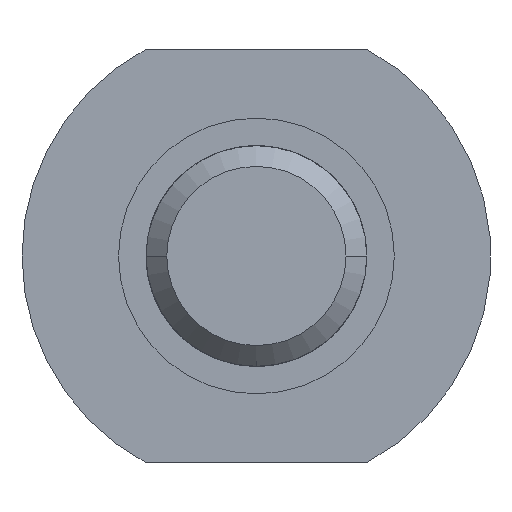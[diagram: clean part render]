
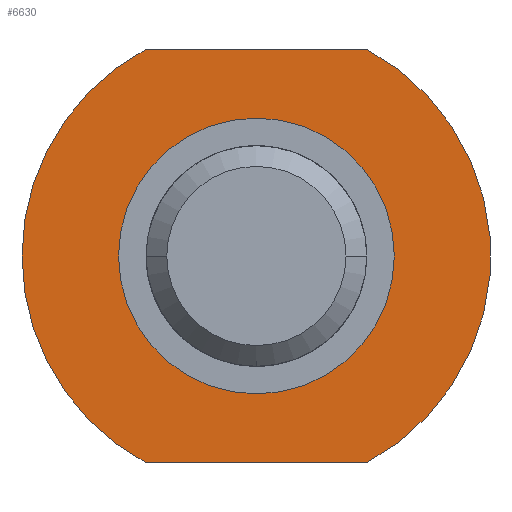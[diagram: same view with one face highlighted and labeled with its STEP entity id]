
A CAD part, left-side view. The second image highlights one B-rep face of the part: STEP entity #6630.
In plain terms, the highlighted planar face has unit normal (-1, 0, 0).
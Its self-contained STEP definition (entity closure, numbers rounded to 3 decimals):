
#75 = CARTESIAN_POINT ( 'NONE',  ( 0., 0., 0. ) ) ;
#416 = EDGE_CURVE ( 'NONE', #10106, #8013, #2653, .T. ) ;
#969 = ORIENTED_EDGE ( 'NONE', *, *, #5087, .T. ) ;
#1282 = CARTESIAN_POINT ( 'NONE',  ( 0., 0., 0. ) ) ;
#1819 = EDGE_CURVE ( 'NONE', #17968, #5265, #12776, .T. ) ;
#1911 = CARTESIAN_POINT ( 'NONE',  ( 0., 10., 0. ) ) ;
#2106 = CIRCLE ( 'NONE', #12176, 17. ) ;
#2115 = DIRECTION ( 'NONE',  ( 0., -1., 0. ) ) ;
#2291 = ORIENTED_EDGE ( 'NONE', *, *, #1819, .F. ) ;
#2360 = VERTEX_POINT ( 'NONE', #3783 ) ;
#2461 = DIRECTION ( 'NONE',  ( 0., 1., 0. ) ) ;
#2653 = LINE ( 'NONE', #6895, #8001 ) ;
#2755 = VERTEX_POINT ( 'NONE', #11771 ) ;
#3302 = CARTESIAN_POINT ( 'NONE',  ( 0., -8., -15. ) ) ;
#3305 = AXIS2_PLACEMENT_3D ( 'NONE', #1911, #18554, #14020 ) ;
#3433 = DIRECTION ( 'NONE',  ( 1., 0., 0. ) ) ;
#3639 = AXIS2_PLACEMENT_3D ( 'NONE', #75, #6148, #12361 ) ;
#3739 = ORIENTED_EDGE ( 'NONE', *, *, #10979, .T. ) ;
#3783 = CARTESIAN_POINT ( 'NONE',  ( 0., -10., 0. ) ) ;
#4289 = AXIS2_PLACEMENT_3D ( 'NONE', #8605, #17669, #5855 ) ;
#4422 = CARTESIAN_POINT ( 'NONE',  ( 0., 8., 15. ) ) ;
#4493 = EDGE_CURVE ( 'NONE', #8013, #17968, #13682, .T. ) ;
#4524 = EDGE_LOOP ( 'NONE', ( #17693, #2291, #13586, #7968, #15822 ) ) ;
#4772 = CARTESIAN_POINT ( 'NONE',  ( 0., 17., 0. ) ) ;
#4913 = CARTESIAN_POINT ( 'NONE',  ( 0., 0., 0. ) ) ;
#5087 = EDGE_CURVE ( 'NONE', #2360, #16737, #6756, .T. ) ;
#5265 = VERTEX_POINT ( 'NONE', #4422 ) ;
#5409 = CARTESIAN_POINT ( 'NONE',  ( 0., 8., -15. ) ) ;
#5447 = CARTESIAN_POINT ( 'NONE',  ( 0., 10., 15. ) ) ;
#5855 = DIRECTION ( 'NONE',  ( 0., 1., 0. ) ) ;
#6148 = DIRECTION ( 'NONE',  ( 1., 0., 0. ) ) ;
#6335 = FACE_OUTER_BOUND ( 'NONE', #4524, .T. ) ;
#6630 = ADVANCED_FACE ( 'NONE', ( #6335, #7905 ), #7712, .T. ) ;
#6756 = CIRCLE ( 'NONE', #15556, 10. ) ;
#6895 = CARTESIAN_POINT ( 'NONE',  ( 0., 10., -15. ) ) ;
#7712 = PLANE ( 'NONE',  #3305 ) ;
#7905 = FACE_BOUND ( 'NONE', #19470, .T. ) ;
#7957 = DIRECTION ( 'NONE',  ( 0., 1., 0. ) ) ;
#7968 = ORIENTED_EDGE ( 'NONE', *, *, #416, .F. ) ;
#8001 = VECTOR ( 'NONE', #2461, 1000. ) ;
#8013 = VERTEX_POINT ( 'NONE', #5409 ) ;
#8392 = VECTOR ( 'NONE', #2115, 1000. ) ;
#8605 = CARTESIAN_POINT ( 'NONE',  ( 0., 0., 0. ) ) ;
#10106 = VERTEX_POINT ( 'NONE', #3302 ) ;
#10979 = EDGE_CURVE ( 'NONE', #16737, #2360, #12775, .T. ) ;
#11771 = CARTESIAN_POINT ( 'NONE',  ( 0., -8., 15. ) ) ;
#12176 = AXIS2_PLACEMENT_3D ( 'NONE', #13172, #19186, #16407 ) ;
#12361 = DIRECTION ( 'NONE',  ( 0., 1., 0. ) ) ;
#12775 = CIRCLE ( 'NONE', #3639, 10. ) ;
#12776 = CIRCLE ( 'NONE', #4289, 17. ) ;
#13053 = AXIS2_PLACEMENT_3D ( 'NONE', #4913, #3433, #7957 ) ;
#13172 = CARTESIAN_POINT ( 'NONE',  ( 0., 0., 0. ) ) ;
#13586 = ORIENTED_EDGE ( 'NONE', *, *, #4493, .F. ) ;
#13682 = CIRCLE ( 'NONE', #13053, 17. ) ;
#14020 = DIRECTION ( 'NONE',  ( 0., -1., 0. ) ) ;
#14657 = DIRECTION ( 'NONE',  ( 0., 1., 0. ) ) ;
#15419 = EDGE_CURVE ( 'NONE', #2755, #10106, #2106, .T. ) ;
#15556 = AXIS2_PLACEMENT_3D ( 'NONE', #1282, #19414, #14657 ) ;
#15822 = ORIENTED_EDGE ( 'NONE', *, *, #15419, .F. ) ;
#16407 = DIRECTION ( 'NONE',  ( 0., 1., 0. ) ) ;
#16737 = VERTEX_POINT ( 'NONE', #19047 ) ;
#17475 = EDGE_CURVE ( 'NONE', #5265, #2755, #18951, .T. ) ;
#17669 = DIRECTION ( 'NONE',  ( 1., 0., 0. ) ) ;
#17693 = ORIENTED_EDGE ( 'NONE', *, *, #17475, .F. ) ;
#17968 = VERTEX_POINT ( 'NONE', #4772 ) ;
#18554 = DIRECTION ( 'NONE',  ( -1., 0., 0. ) ) ;
#18951 = LINE ( 'NONE', #5447, #8392 ) ;
#19047 = CARTESIAN_POINT ( 'NONE',  ( 0., 10., 0. ) ) ;
#19186 = DIRECTION ( 'NONE',  ( 1., 0., 0. ) ) ;
#19414 = DIRECTION ( 'NONE',  ( 1., 0., 0. ) ) ;
#19470 = EDGE_LOOP ( 'NONE', ( #3739, #969 ) ) ;
